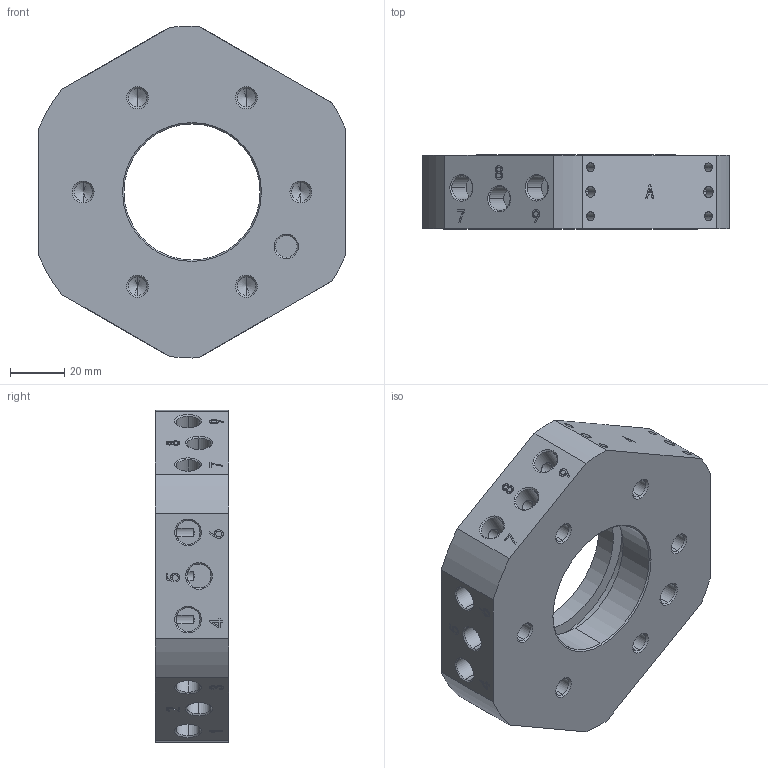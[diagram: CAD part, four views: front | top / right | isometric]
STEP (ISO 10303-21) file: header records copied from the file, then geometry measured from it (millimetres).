
FILE_DESCRIPTION (( 'STEP AP203' ), '1' );
FILE_NAME ('QTC50-T.STEP', '2025-10-23T07:43:59', ( 'USER-' ), ( 'Microsoft' ), 'SwSTEP 2.0', 'SolidWorks 2018', '' );
FILE_SCHEMA (( 'CONFIG_CONTROL_DESIGN' ));
Length unit declared in the file: millimetre
Products named in the file (5): QTC50-T.STEP; QTC50-T-02-02 ____02.STEP; QTC50-T; QTC50-T-01 ________.STEP; 16x8-R1.5.STEP
Assembly tree (4 placements, depth 3):
  QTC50-T
    QTC50-T.STEP
      QTC50-T-01 ________.STEP
      QTC50-T-02-02 ____02.STEP
      16x8-R1.5.STEP
Bounding box: 113 x 27.1 x 121.99 mm (x, y, z)
Volume: 214770.6 mm3; surface area: 51008.4 mm2
Topology: 3 solids, 3 shells, 798 faces, 2133 edges, 1373 vertices
Faces by surface type: plane 346, bspline 194, cylinder 156, cone 102
Entity records: 35880 total; most frequent: CARTESIAN_POINT 16668, ORIENTED_EDGE 4194, DIRECTION 3272, EDGE_CURVE 2097, VERTEX_POINT 1373, VECTOR 1304, LINE 1304, AXIS2_PLACEMENT_3D 984
